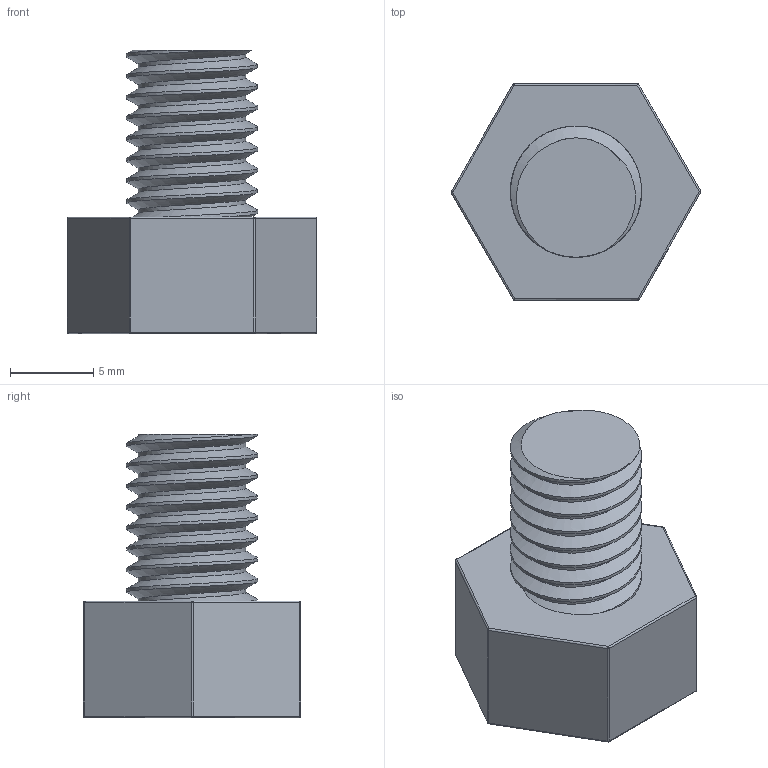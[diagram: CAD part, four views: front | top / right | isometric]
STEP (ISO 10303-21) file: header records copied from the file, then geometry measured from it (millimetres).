
FILE_DESCRIPTION(/* description */ (''),/* implementation_level */ '2;1');
FILE_NAME(/* name */ 'Screw M8.step',/* time_stamp */ '2024-09-20T11:27:26+02:00',/* author */ (''),/* organization */ (''),/* preprocessor_version */ 'ST-DEVELOPER v20',/* originating_system */ 'Autodesk Translation Framework v13.14.0.145',/* authorisation */ '');
FILE_SCHEMA (('AUTOMOTIVE_DESIGN { 1 0 10303 214 3 1 1 }'));
Length unit declared in the file: millimetre
Products named in the file (1): Screw M8
Bounding box: 14.98 x 13.02 x 17 mm (x, y, z)
Volume: 1190.6 mm3; surface area: 1185 mm2
Topology: 1 solids, 1 shells, 73 faces, 171 edges, 102 vertices
Faces by surface type: cylinder 47, sphere 12, plane 10, bspline 4
Full cylindrical faces by diameter (mm): 6.446 x2, 6.779 x1, 7.866 x5, 8.17 x1
Entity records: 4203 total; most frequent: CARTESIAN_POINT 2613, ORIENTED_EDGE 342, DIRECTION 289, EDGE_CURVE 171, AXIS2_PLACEMENT_3D 114, VERTEX_POINT 102, EDGE_LOOP 75, FACE_OUTER_BOUND 73
